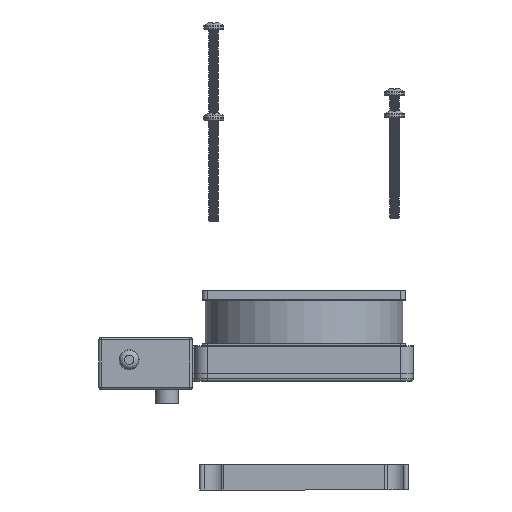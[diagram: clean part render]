
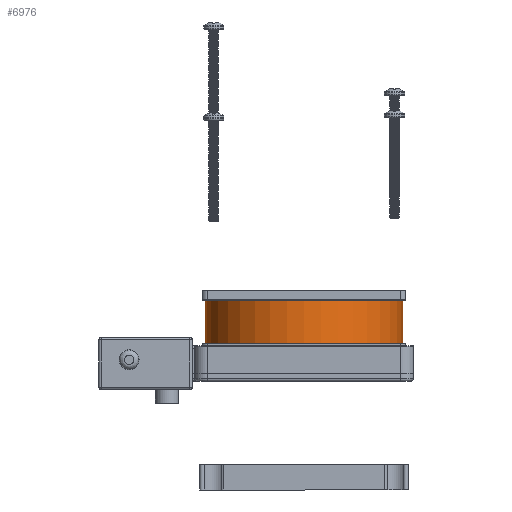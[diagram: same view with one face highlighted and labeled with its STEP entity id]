
A CAD part, left-side view. The second image highlights one B-rep face of the part: STEP entity #6976.
In plain terms, the highlighted cylindrical face has radius 39 mm (diameter 78 mm), a full revolution.
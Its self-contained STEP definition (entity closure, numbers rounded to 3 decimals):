
#208=FACE_BOUND('',#2350,.T.);
#1706=CYLINDRICAL_SURFACE('',#7500,39.);
#1901=FACE_OUTER_BOUND('',#2349,.T.);
#2349=EDGE_LOOP('',(#5136));
#2350=EDGE_LOOP('',(#5137));
#2878=CIRCLE('',#7427,39.);
#2897=CIRCLE('',#7459,39.);
#3271=VERTEX_POINT('',#10612);
#3293=VERTEX_POINT('',#10681);
#3956=EDGE_CURVE('',#3271,#3271,#2878,.T.);
#3990=EDGE_CURVE('',#3293,#3293,#2897,.T.);
#5136=ORIENTED_EDGE('',*,*,#3990,.F.);
#5137=ORIENTED_EDGE('',*,*,#3956,.F.);
#6976=ADVANCED_FACE('',(#1901,#208),#1706,.T.);
#7427=AXIS2_PLACEMENT_3D('',#10613,#8365,#8366);
#7459=AXIS2_PLACEMENT_3D('',#10682,#8444,#8445);
#7500=AXIS2_PLACEMENT_3D('',#10752,#8535,#8536);
#8365=DIRECTION('center_axis',(0.,0.,-1.));
#8366=DIRECTION('ref_axis',(1.,0.,0.));
#8444=DIRECTION('center_axis',(0.,0.,1.));
#8445=DIRECTION('ref_axis',(1.,0.,0.));
#8535=DIRECTION('center_axis',(0.,0.,1.));
#8536=DIRECTION('ref_axis',(1.,0.,0.));
#10612=CARTESIAN_POINT('',(-39.897,-0.897,41.734));
#10613=CARTESIAN_POINT('Origin',(-0.897,-0.897,
41.734));
#10681=CARTESIAN_POINT('',(-39.897,-0.897,58.734));
#10682=CARTESIAN_POINT('Origin',(-0.897,-0.897,
58.734));
#10752=CARTESIAN_POINT('Origin',(-0.897,-0.897,
41.734));
